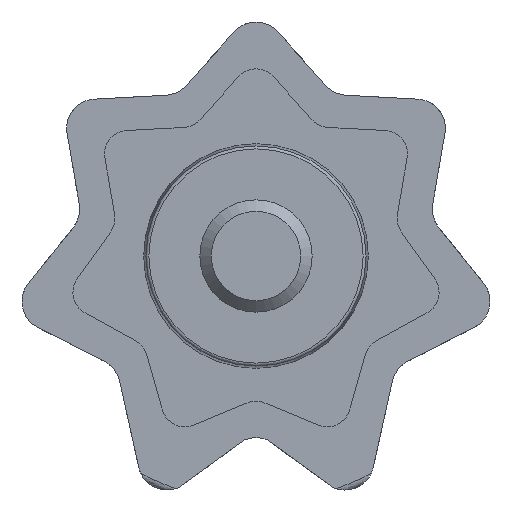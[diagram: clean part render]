
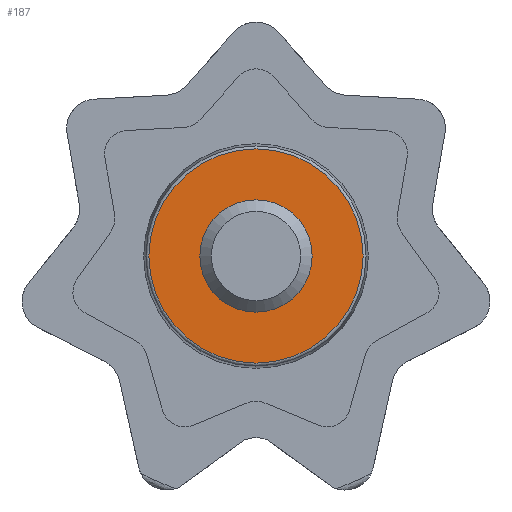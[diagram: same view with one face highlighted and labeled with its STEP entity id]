
A CAD part, front view. The second image highlights one B-rep face of the part: STEP entity #187.
In plain terms, the highlighted planar face has unit normal (0, -1, 0).
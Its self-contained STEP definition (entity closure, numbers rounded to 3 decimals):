
#187 = ADVANCED_FACE( '', ( #404, #405 ), #406, .F. );
#404 = FACE_BOUND( '', #645, .T. );
#405 = FACE_OUTER_BOUND( '', #646, .T. );
#406 = PLANE( '', #647 );
#645 = EDGE_LOOP( '', ( #1175 ) );
#646 = EDGE_LOOP( '', ( #1176 ) );
#647 = AXIS2_PLACEMENT_3D( '', #1177, #1178, #1179 );
#1175 = ORIENTED_EDGE( '', *, *, #1555, .F. );
#1176 = ORIENTED_EDGE( '', *, *, #1664, .T. );
#1177 = CARTESIAN_POINT( '', ( 5.721, 0., 0. ) );
#1178 = DIRECTION( '', ( 0., 1., 0. ) );
#1179 = DIRECTION( '', ( 0., 0., 1. ) );
#1555 = EDGE_CURVE( '', #1913, #1913, #1914, .T. );
#1664 = EDGE_CURVE( '', #2073, #2073, #2074, .T. );
#1913 = VERTEX_POINT( '', #2505 );
#1914 = CIRCLE( '', #2506, 3. );
#2073 = VERTEX_POINT( '', #2796 );
#2074 = CIRCLE( '', #2797, 5.721 );
#2505 = CARTESIAN_POINT( '', ( 0., 0., -3. ) );
#2506 = AXIS2_PLACEMENT_3D( '', #3061, #3062, #3063 );
#2796 = CARTESIAN_POINT( '', ( 0., 0., -5.721 ) );
#2797 = AXIS2_PLACEMENT_3D( '', #3220, #3221, #3222 );
#3061 = CARTESIAN_POINT( '', ( 0., 0., 0. ) );
#3062 = DIRECTION( '', ( 0., -1., 0. ) );
#3063 = DIRECTION( '', ( 0., 0., -1. ) );
#3220 = CARTESIAN_POINT( '', ( 0., 0., 0. ) );
#3221 = DIRECTION( '', ( 0., -1., 0. ) );
#3222 = DIRECTION( '', ( 0., 0., -1. ) );
